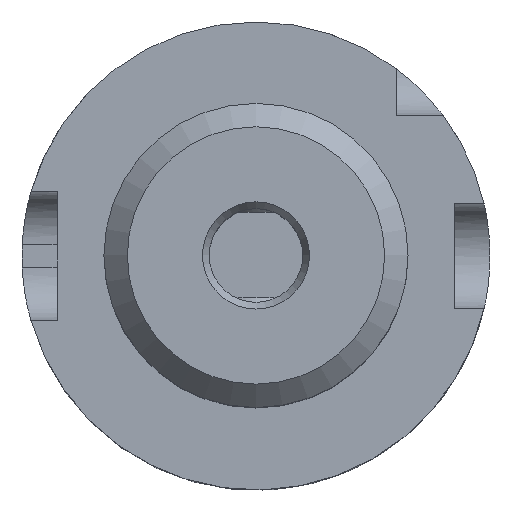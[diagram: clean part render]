
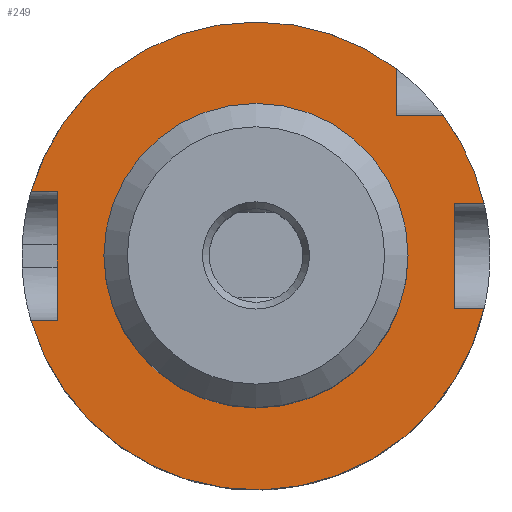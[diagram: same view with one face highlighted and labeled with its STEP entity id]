
A CAD part, top view. The second image highlights one B-rep face of the part: STEP entity #249.
In plain terms, the highlighted planar face has unit normal (0, 0, 1).
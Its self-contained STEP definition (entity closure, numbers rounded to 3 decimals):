
#87=PLANE('',#1694);
#249=ADVANCED_FACE('',(#441,#442),#87,.F.);
#345=CIRCLE('',#1627,20.);
#352=CIRCLE('',#1640,20.);
#382=CIRCLE('',#1691,13.);
#383=CIRCLE('',#1693,20.);
#441=FACE_BOUND('',#503,.T.);
#442=FACE_BOUND('',#504,.T.);
#503=EDGE_LOOP('',(#796));
#504=EDGE_LOOP('',(#797,#798,#799,#800,#801,#802,#803,#804,#805,#806,#807));
#796=ORIENTED_EDGE('',*,*,#1374,.F.);
#797=ORIENTED_EDGE('',*,*,#1375,.T.);
#798=ORIENTED_EDGE('',*,*,#1376,.T.);
#799=ORIENTED_EDGE('',*,*,#1278,.T.);
#800=ORIENTED_EDGE('',*,*,#1377,.T.);
#801=ORIENTED_EDGE('',*,*,#1378,.T.);
#802=ORIENTED_EDGE('',*,*,#1379,.T.);
#803=ORIENTED_EDGE('',*,*,#1301,.T.);
#804=ORIENTED_EDGE('',*,*,#1380,.T.);
#805=ORIENTED_EDGE('',*,*,#1381,.T.);
#806=ORIENTED_EDGE('',*,*,#1382,.T.);
#807=ORIENTED_EDGE('',*,*,#1383,.T.);
#1126=VERTEX_POINT('',#2255);
#1127=VERTEX_POINT('',#2256);
#1144=VERTEX_POINT('',#2412);
#1145=VERTEX_POINT('',#2413);
#1208=VERTEX_POINT('',#2951);
#1209=VERTEX_POINT('',#2954);
#1210=VERTEX_POINT('',#2955);
#1211=VERTEX_POINT('',#2958);
#1212=VERTEX_POINT('',#2960);
#1213=VERTEX_POINT('',#2963);
#1214=VERTEX_POINT('',#2965);
#1215=VERTEX_POINT('',#2967);
#1278=EDGE_CURVE('',#1126,#1127,#345,.T.);
#1301=EDGE_CURVE('',#1144,#1145,#352,.T.);
#1374=EDGE_CURVE('',#1208,#1208,#382,.T.);
#1375=EDGE_CURVE('',#1209,#1210,#1509,.T.);
#1376=EDGE_CURVE('',#1210,#1126,#1510,.T.);
#1377=EDGE_CURVE('',#1127,#1211,#1511,.T.);
#1378=EDGE_CURVE('',#1211,#1212,#1512,.T.);
#1379=EDGE_CURVE('',#1212,#1144,#1513,.T.);
#1380=EDGE_CURVE('',#1145,#1213,#1514,.T.);
#1381=EDGE_CURVE('',#1213,#1214,#1515,.T.);
#1382=EDGE_CURVE('',#1214,#1215,#383,.T.);
#1383=EDGE_CURVE('',#1215,#1209,#1516,.T.);
#1509=LINE('',#2953,#1574);
#1510=LINE('',#2956,#1575);
#1511=LINE('',#2957,#1576);
#1512=LINE('',#2959,#1577);
#1513=LINE('',#2961,#1578);
#1514=LINE('',#2962,#1579);
#1515=LINE('',#2964,#1580);
#1516=LINE('',#2968,#1581);
#1574=VECTOR('',#1942,1.);
#1575=VECTOR('',#1943,1.);
#1576=VECTOR('',#1944,1.);
#1577=VECTOR('',#1945,1.);
#1578=VECTOR('',#1946,1.);
#1579=VECTOR('',#1947,1.);
#1580=VECTOR('',#1948,1.);
#1581=VECTOR('',#1951,1.);
#1627=AXIS2_PLACEMENT_3D('',#2254,#1794,#1795);
#1640=AXIS2_PLACEMENT_3D('',#2411,#1824,#1825);
#1691=AXIS2_PLACEMENT_3D('',#2950,#1938,#1939);
#1693=AXIS2_PLACEMENT_3D('',#2966,#1949,#1950);
#1694=AXIS2_PLACEMENT_3D('',#2969,#1952,#1953);
#1794=DIRECTION('',(0.,0.,1.));
#1795=DIRECTION('',(0.,1.,0.));
#1824=DIRECTION('',(0.,0.,1.));
#1825=DIRECTION('',(0.,1.,0.));
#1938=DIRECTION('',(0.,0.,1.));
#1939=DIRECTION('',(0.,1.,0.));
#1942=DIRECTION('',(0.,-1.,0.));
#1943=DIRECTION('',(-1.,0.,0.));
#1944=DIRECTION('',(-1.,0.,0.));
#1945=DIRECTION('',(0.,1.,0.));
#1946=DIRECTION('',(1.,0.,0.));
#1947=DIRECTION('',(-1.,0.,0.));
#1948=DIRECTION('',(0.,1.,0.));
#1949=DIRECTION('',(0.,0.,1.));
#1950=DIRECTION('',(0.,1.,0.));
#1951=DIRECTION('',(1.,0.,0.));
#1952=DIRECTION('',(0.,0.,-1.));
#1953=DIRECTION('',(0.,1.,0.));
#2254=CARTESIAN_POINT('',(0.,0.,20.));
#2255=CARTESIAN_POINT('',(-19.229,-5.5,20.));
#2256=CARTESIAN_POINT('',(19.487,-4.5,20.));
#2411=CARTESIAN_POINT('',(0.,0.,20.));
#2412=CARTESIAN_POINT('',(19.487,4.5,20.));
#2413=CARTESIAN_POINT('',(16.,12.,20.));
#2950=CARTESIAN_POINT('',(0.,0.,20.));
#2951=CARTESIAN_POINT('',(0.,13.,20.));
#2953=CARTESIAN_POINT('',(-17.,-20.,20.));
#2954=CARTESIAN_POINT('',(-17.,5.5,20.));
#2955=CARTESIAN_POINT('',(-17.,-5.5,20.));
#2956=CARTESIAN_POINT('',(0.,-5.5,20.));
#2957=CARTESIAN_POINT('',(0.,-4.5,20.));
#2958=CARTESIAN_POINT('',(17.,-4.5,20.));
#2959=CARTESIAN_POINT('',(17.,-20.,20.));
#2960=CARTESIAN_POINT('',(17.,4.5,20.));
#2961=CARTESIAN_POINT('',(0.,4.5,20.));
#2962=CARTESIAN_POINT('',(0.,12.,20.));
#2963=CARTESIAN_POINT('',(12.,12.,20.));
#2964=CARTESIAN_POINT('',(12.,-20.,20.));
#2965=CARTESIAN_POINT('',(12.,16.,20.));
#2966=CARTESIAN_POINT('',(0.,0.,20.));
#2967=CARTESIAN_POINT('',(-19.229,5.5,20.));
#2968=CARTESIAN_POINT('',(0.,5.5,20.));
#2969=CARTESIAN_POINT('',(0.,-20.,20.));
